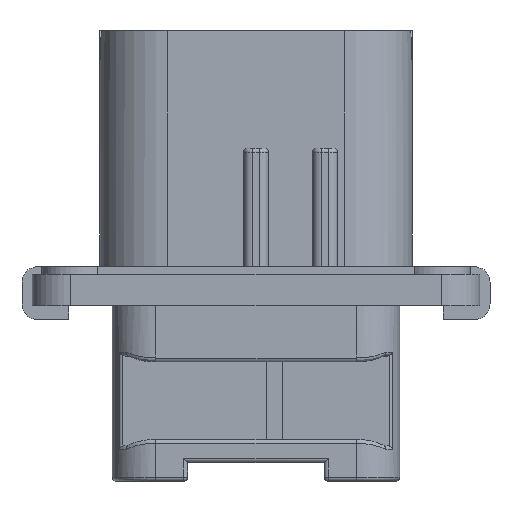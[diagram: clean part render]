
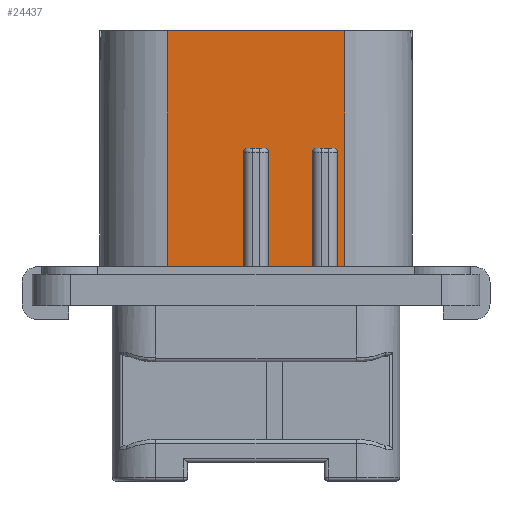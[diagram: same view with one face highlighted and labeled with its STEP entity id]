
A CAD part, front view. The second image highlights one B-rep face of the part: STEP entity #24437.
In plain terms, the highlighted planar face has unit normal (0, -1, 0).
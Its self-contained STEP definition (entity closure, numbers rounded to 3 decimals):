
#982=DIRECTION('',(1.,0.,0.));
#983=VECTOR('',#982,0.45);
#984=CARTESIAN_POINT('',(5.25,-9.,2.));
#985=LINE('',#984,#983);
#1055=DIRECTION('',(1.,0.,0.));
#1056=VECTOR('',#1055,2.85);
#1057=CARTESIAN_POINT('',(0.8,-9.,2.));
#1058=LINE('',#1057,#1056);
#1105=CARTESIAN_POINT('',(0.55,-9.,9.87));
#1106=DIRECTION('',(0.,1.,0.));
#1107=DIRECTION('',(0.,0.,1.));
#1108=AXIS2_PLACEMENT_3D('',#1105,#1106,#1107);
#1118=DIRECTION('',(0.,0.,1.));
#1119=VECTOR('',#1118,7.87);
#1120=CARTESIAN_POINT('',(0.8,-9.,2.));
#1121=LINE('',#1120,#1119);
#1122=DIRECTION('',(1.,0.,0.));
#1123=VECTOR('',#1122,1.1);
#1124=CARTESIAN_POINT('',(-0.55,-9.,10.12));
#1125=LINE('',#1124,#1123);
#1126=DIRECTION('',(0.,0.,1.));
#1127=VECTOR('',#1126,7.87);
#1128=CARTESIAN_POINT('',(-0.8,-9.,2.));
#1129=LINE('',#1128,#1127);
#1130=DIRECTION('',(0.,0.,-1.));
#1131=VECTOR('',#1130,15.67);
#1132=CARTESIAN_POINT('',(-5.7,-9.,17.67));
#1133=LINE('',#1132,#1131);
#1134=DIRECTION('',(0.,0.,-1.));
#1135=VECTOR('',#1134,15.67);
#1136=CARTESIAN_POINT('',(5.7,-9.,17.67));
#1137=LINE('',#1136,#1135);
#1138=DIRECTION('',(0.,0.,1.));
#1139=VECTOR('',#1138,7.87);
#1140=CARTESIAN_POINT('',(5.25,-9.,2.));
#1141=LINE('',#1140,#1139);
#1142=DIRECTION('',(1.,0.,0.));
#1143=VECTOR('',#1142,1.1);
#1144=CARTESIAN_POINT('',(3.9,-9.,10.12));
#1145=LINE('',#1144,#1143);
#1146=DIRECTION('',(0.,0.,1.));
#1147=VECTOR('',#1146,7.87);
#1148=CARTESIAN_POINT('',(3.65,-9.,2.));
#1149=LINE('',#1148,#1147);
#1150=CARTESIAN_POINT('',(-0.55,-9.,9.87));
#1151=DIRECTION('',(0.,1.,0.));
#1152=DIRECTION('',(-1.,0.,0.));
#1153=AXIS2_PLACEMENT_3D('',#1150,#1151,#1152);
#1191=DIRECTION('',(1.,0.,0.));
#1192=VECTOR('',#1191,4.9);
#1193=CARTESIAN_POINT('',(-5.7,-9.,2.));
#1194=LINE('',#1193,#1192);
#1477=DIRECTION('',(1.,0.,0.));
#1478=VECTOR('',#1477,11.4);
#1479=CARTESIAN_POINT('',(-5.7,-9.,17.67));
#1480=LINE('',#1479,#1478);
#18856=CARTESIAN_POINT('',(5.,-9.,9.87));
#18857=DIRECTION('',(0.,1.,0.));
#18858=DIRECTION('',(0.,0.,1.));
#18859=AXIS2_PLACEMENT_3D('',#18856,#18857,#18858);
#18916=CARTESIAN_POINT('',(3.9,-9.,9.87));
#18917=DIRECTION('',(0.,1.,0.));
#18918=DIRECTION('',(-1.,0.,0.));
#18919=AXIS2_PLACEMENT_3D('',#18916,#18917,#18918);
#19107=CARTESIAN_POINT('',(-5.7,-9.,17.67));
#19108=CARTESIAN_POINT('',(-5.7,-9.,2.));
#19109=VERTEX_POINT('',#19107);
#19110=VERTEX_POINT('',#19108);
#19111=CARTESIAN_POINT('',(5.7,-9.,17.67));
#19112=CARTESIAN_POINT('',(5.7,-9.,2.));
#19113=VERTEX_POINT('',#19111);
#19114=VERTEX_POINT('',#19112);
#19245=CARTESIAN_POINT('',(-0.8,-9.,2.));
#19246=VERTEX_POINT('',#19245);
#19247=CARTESIAN_POINT('',(0.8,-9.,2.));
#19248=CARTESIAN_POINT('',(3.65,-9.,2.));
#19249=VERTEX_POINT('',#19247);
#19250=VERTEX_POINT('',#19248);
#19251=CARTESIAN_POINT('',(5.25,-9.,2.));
#19252=VERTEX_POINT('',#19251);
#20466=CARTESIAN_POINT('',(0.8,-9.,9.87));
#20468=VERTEX_POINT('',#20466);
#20470=CARTESIAN_POINT('',(0.55,-9.,10.12));
#20472=VERTEX_POINT('',#20470);
#20485=CARTESIAN_POINT('',(-0.55,-9.,10.12));
#20486=VERTEX_POINT('',#20485);
#20487=CARTESIAN_POINT('',(-0.8,-9.,9.87));
#20488=VERTEX_POINT('',#20487);
#20490=CARTESIAN_POINT('',(5.25,-9.,9.87));
#20492=VERTEX_POINT('',#20490);
#20494=CARTESIAN_POINT('',(5.,-9.,10.12));
#20496=VERTEX_POINT('',#20494);
#20509=CARTESIAN_POINT('',(3.9,-9.,10.12));
#20510=VERTEX_POINT('',#20509);
#20511=CARTESIAN_POINT('',(3.65,-9.,9.87));
#20512=VERTEX_POINT('',#20511);
#24403=CARTESIAN_POINT('',(-10.05,-9.,2.));
#24404=DIRECTION('',(0.,-1.,0.));
#24405=DIRECTION('',(1.,0.,0.));
#24406=AXIS2_PLACEMENT_3D('',#24403,#24404,#24405);
#24407=PLANE('',#24406);
#24408=ORIENTED_EDGE('',*,*,#24396,.T.);
#24409=ORIENTED_EDGE('',*,*,#24385,.F.);
#24410=ORIENTED_EDGE('',*,*,#24371,.F.);
#24412=ORIENTED_EDGE('',*,*,#24411,.F.);
#24414=ORIENTED_EDGE('',*,*,#24413,.F.);
#24416=ORIENTED_EDGE('',*,*,#24415,.F.);
#24418=ORIENTED_EDGE('',*,*,#24417,.F.);
#24420=ORIENTED_EDGE('',*,*,#24419,.T.);
#24422=ORIENTED_EDGE('',*,*,#24421,.T.);
#24423=ORIENTED_EDGE('',*,*,#24232,.F.);
#24425=ORIENTED_EDGE('',*,*,#24424,.T.);
#24427=ORIENTED_EDGE('',*,*,#24426,.F.);
#24429=ORIENTED_EDGE('',*,*,#24428,.F.);
#24431=ORIENTED_EDGE('',*,*,#24430,.F.);
#24433=ORIENTED_EDGE('',*,*,#24432,.F.);
#24434=ORIENTED_EDGE('',*,*,#24319,.F.);
#24435=EDGE_LOOP('',(#24408,#24409,#24410,#24412,#24414,#24416,#24418,#24420,
#24422,#24423,#24425,#24427,#24429,#24431,#24433,#24434));
#24436=FACE_OUTER_BOUND('',#24435,.F.);
#24437=ADVANCED_FACE('',(#24436),#24407,.T.);
#1109=CIRCLE('',#1108,0.25);
#1154=CIRCLE('',#1153,0.25);
#18860=CIRCLE('',#18859,0.25);
#18920=CIRCLE('',#18919,0.25);
#24232=EDGE_CURVE('',#19252,#19114,#985,.T.);
#24319=EDGE_CURVE('',#19249,#19250,#1058,.T.);
#24371=EDGE_CURVE('',#20486,#20472,#1125,.T.);
#24385=EDGE_CURVE('',#20472,#20468,#1109,.T.);
#24396=EDGE_CURVE('',#19249,#20468,#1121,.T.);
#24411=EDGE_CURVE('',#20488,#20486,#1154,.T.);
#24413=EDGE_CURVE('',#19246,#20488,#1129,.T.);
#24415=EDGE_CURVE('',#19110,#19246,#1194,.T.);
#24417=EDGE_CURVE('',#19109,#19110,#1133,.T.);
#24419=EDGE_CURVE('',#19109,#19113,#1480,.T.);
#24421=EDGE_CURVE('',#19113,#19114,#1137,.T.);
#24424=EDGE_CURVE('',#19252,#20492,#1141,.T.);
#24426=EDGE_CURVE('',#20496,#20492,#18860,.T.);
#24428=EDGE_CURVE('',#20510,#20496,#1145,.T.);
#24430=EDGE_CURVE('',#20512,#20510,#18920,.T.);
#24432=EDGE_CURVE('',#19250,#20512,#1149,.T.);
